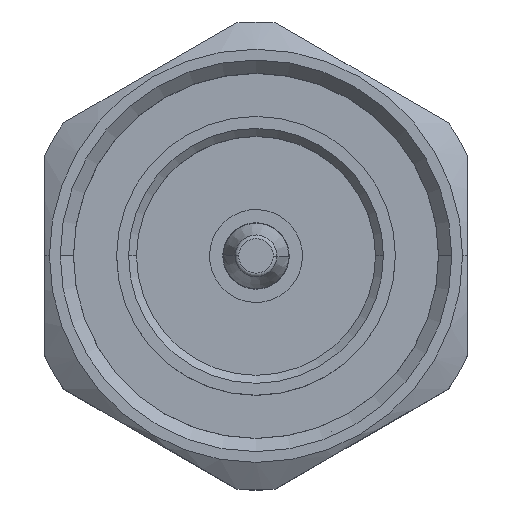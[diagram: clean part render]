
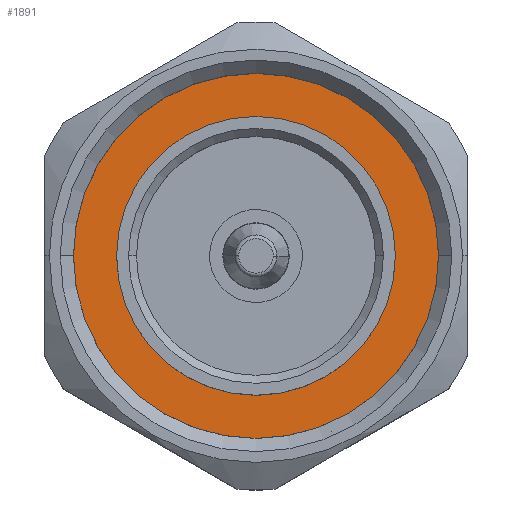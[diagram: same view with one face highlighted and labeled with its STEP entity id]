
A CAD part, top view. The second image highlights one B-rep face of the part: STEP entity #1891.
In plain terms, the highlighted face is planar.
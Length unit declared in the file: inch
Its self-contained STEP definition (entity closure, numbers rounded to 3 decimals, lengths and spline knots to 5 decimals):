
#31 = ORIENTED_EDGE ( 'NONE', *, *, #7074, .F. ) ;
#121 = FACE_BOUND ( 'NONE', #4827, .T. ) ;
#134 = DIRECTION ( 'NONE',  ( 1., 0., 0. ) ) ;
#178 = VERTEX_POINT ( 'NONE', #3673 ) ;
#365 = AXIS2_PLACEMENT_3D ( 'NONE', #3138, #1717, #1763 ) ;
#507 = EDGE_LOOP ( 'NONE', ( #1361, #31 ) ) ;
#736 = CARTESIAN_POINT ( 'NONE',  ( 0.24669, 0., 0.5601 ) ) ;
#880 = CARTESIAN_POINT ( 'NONE',  ( 0.24669, 0., 0. ) ) ;
#932 = CARTESIAN_POINT ( 'NONE',  ( 0.24669, 0., 0. ) ) ;
#1116 = CARTESIAN_POINT ( 'NONE',  ( 0.24669, 0., 0. ) ) ;
#1194 = AXIS2_PLACEMENT_3D ( 'NONE', #880, #2067, #5380 ) ;
#1361 = ORIENTED_EDGE ( 'NONE', *, *, #5679, .F. ) ;
#1717 = DIRECTION ( 'NONE',  ( 1., 0., 0. ) ) ;
#1763 = DIRECTION ( 'NONE',  ( 0., 0., -1. ) ) ;
#1891 = ADVANCED_FACE ( 'NONE', ( #121, #5296 ), #4035, .F. ) ;
#2067 = DIRECTION ( 'NONE',  ( 1., 0., 0. ) ) ;
#2107 = AXIS2_PLACEMENT_3D ( 'NONE', #932, #134, #4754 ) ;
#2502 = DIRECTION ( 'NONE',  ( 0., 0., -1. ) ) ;
#2545 = DIRECTION ( 'NONE',  ( 1., 0., 0. ) ) ;
#2654 = CARTESIAN_POINT ( 'NONE',  ( 0.24669, 0., 0.41339 ) ) ;
#2786 = CIRCLE ( 'NONE', #2107, 0.41339 ) ;
#3138 = CARTESIAN_POINT ( 'NONE',  ( 0.24669, 0., 0. ) ) ;
#3239 = VERTEX_POINT ( 'NONE', #736 ) ;
#3321 = AXIS2_PLACEMENT_3D ( 'NONE', #1116, #6282, #6826 ) ;
#3673 = CARTESIAN_POINT ( 'NONE',  ( 0.24669, 0., -0.41339 ) ) ;
#3715 = EDGE_CURVE ( 'NONE', #178, #6398, #5649, .T. ) ;
#4035 = PLANE ( 'NONE',  #1194 ) ;
#4291 = ORIENTED_EDGE ( 'NONE', *, *, #6797, .T. ) ;
#4754 = DIRECTION ( 'NONE',  ( 0., 0., -1. ) ) ;
#4827 = EDGE_LOOP ( 'NONE', ( #4291, #6049 ) ) ;
#4942 = CIRCLE ( 'NONE', #7101, 0.5601 ) ;
#5296 = FACE_OUTER_BOUND ( 'NONE', #507, .T. ) ;
#5380 = DIRECTION ( 'NONE',  ( 0., 1., 0. ) ) ;
#5614 = CIRCLE ( 'NONE', #3321, 0.5601 ) ;
#5649 = CIRCLE ( 'NONE', #365, 0.41339 ) ;
#5679 = EDGE_CURVE ( 'NONE', #3239, #5712, #5614, .T. ) ;
#5712 = VERTEX_POINT ( 'NONE', #6418 ) ;
#5723 = CARTESIAN_POINT ( 'NONE',  ( 0.24669, 0., 0. ) ) ;
#6049 = ORIENTED_EDGE ( 'NONE', *, *, #3715, .T. ) ;
#6282 = DIRECTION ( 'NONE',  ( 1., 0., 0. ) ) ;
#6398 = VERTEX_POINT ( 'NONE', #2654 ) ;
#6418 = CARTESIAN_POINT ( 'NONE',  ( 0.24669, 0., -0.5601 ) ) ;
#6797 = EDGE_CURVE ( 'NONE', #6398, #178, #2786, .T. ) ;
#6826 = DIRECTION ( 'NONE',  ( 0., 0., -1. ) ) ;
#7074 = EDGE_CURVE ( 'NONE', #5712, #3239, #4942, .T. ) ;
#7101 = AXIS2_PLACEMENT_3D ( 'NONE', #5723, #2545, #2502 ) ;
